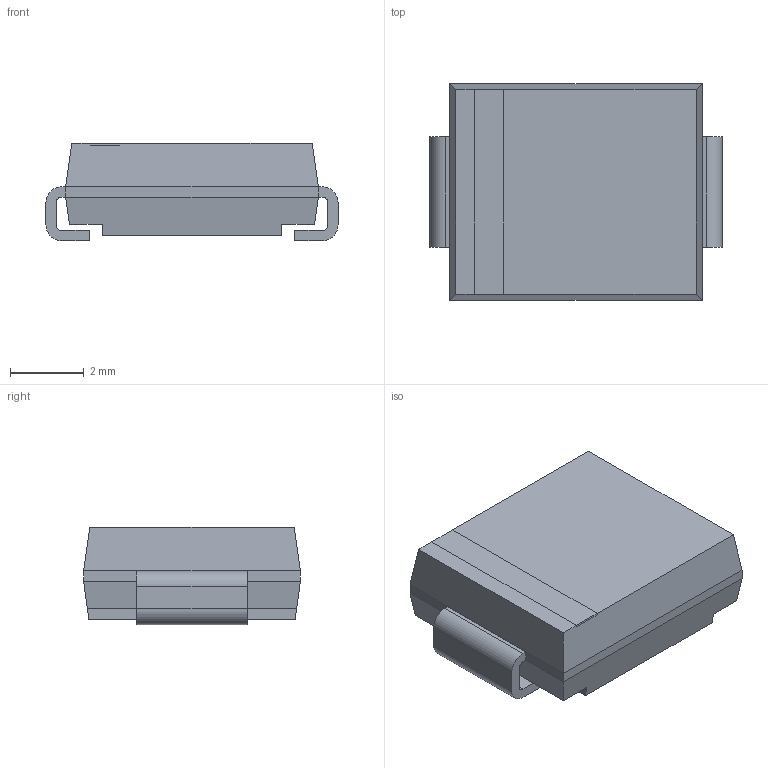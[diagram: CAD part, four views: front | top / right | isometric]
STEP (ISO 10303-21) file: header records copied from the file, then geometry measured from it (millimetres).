
FILE_DESCRIPTION((''),'2;1');
FILE_NAME('DIOM7659X265N.stp','2010-08-23T14:13:54',(''),(''),'Mechanical Desktop 2010','Mechanical Desktop 2010',', , ');
FILE_SCHEMA(('AUTOMOTIVE_DESIGN { 1 2 10303 214 1 1 1 1 }'));
Length unit declared in the file: millimetre
Products named in the file (1): Product
Bounding box: 7.95 x 5.9 x 2.65 mm (x, y, z)
Volume: 98.1 mm3; surface area: 342.9 mm2
Topology: 6 solids, 6 shells, 62 faces, 146 edges, 96 vertices
Faces by surface type: plane 44, bspline 14, cylinder 4
Entity records: 1853 total; most frequent: CARTESIAN_POINT 403, ORIENTED_EDGE 292, DIRECTION 260, EDGE_CURVE 146, VECTOR 130, LINE 130, VERTEX_POINT 96, AXIS2_PLACEMENT_3D 65
